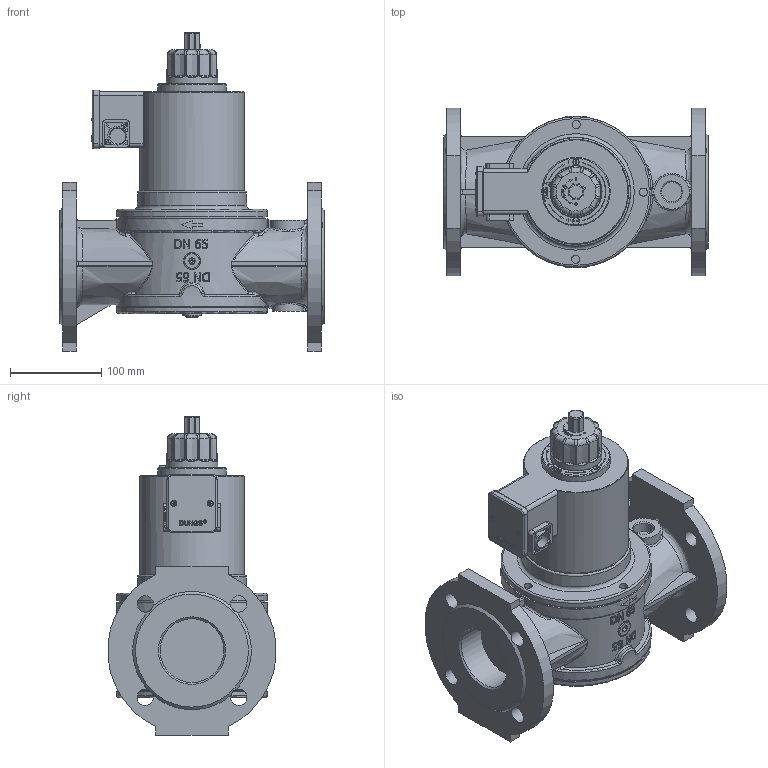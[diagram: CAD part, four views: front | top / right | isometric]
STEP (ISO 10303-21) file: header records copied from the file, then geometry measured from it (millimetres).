
FILE_DESCRIPTION(/* description */ (''),/* implementation_level */ '2;1');
FILE_NAME(/* name */ '170930.ipt.step',/* time_stamp */ '2015-12-15T08:29:58+01:00',/* author */ ('cad-gast'),/* organization */ (''),/* preprocessor_version */ 'ST-DEVELOPER v15.2',/* originating_system */ 'Autodesk Inventor 2014',/* authorisation */ '');
FILE_SCHEMA (('AUTOMOTIVE_DESIGN { 1 0 10303 214 3 1 1 }'));
Products named in the file (1): 170930
Bounding box: 290 x 184.31 x 349.7 mm (x, y, z)
Volume: 5218418.9 mm3; surface area: 344726.1 mm2
Topology: 1 solids, 1 shells, 1543 faces, 4140 edges, 2683 vertices
Faces by surface type: plane 597, bspline 552, cylinder 227, torus 83, cone 78, sphere 6
Full cylindrical faces by diameter (mm): 0.8 x2, 2.5 x4, 3 x1, 3.4 x2, 3.6 x1, 6.5 x2, 7 x4, 9 x4, 14 x1, 17.2 x2, 18 x10, 19 x2, 20 x1, 22 x1, 70 x2, 114 x1, 115 x1, 161 x1, 163 x1, 165 x2
Entity records: 58742 total; most frequent: CARTESIAN_POINT 24392, ORIENTED_EDGE 8002, DIRECTION 5516, EDGE_CURVE 4001, VERTEX_POINT 2645, AXIS2_PLACEMENT_3D 1863, LINE 1790, VECTOR 1790
